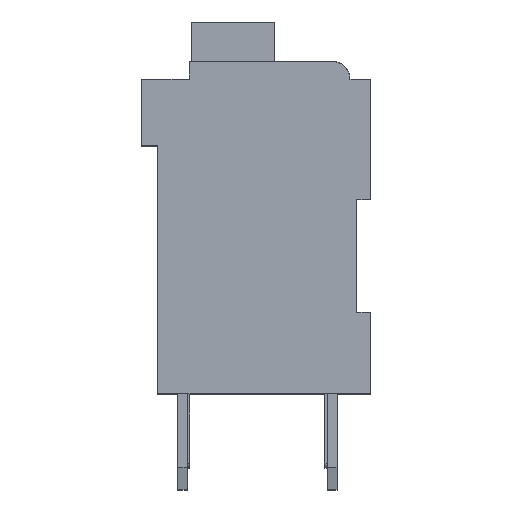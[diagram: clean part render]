
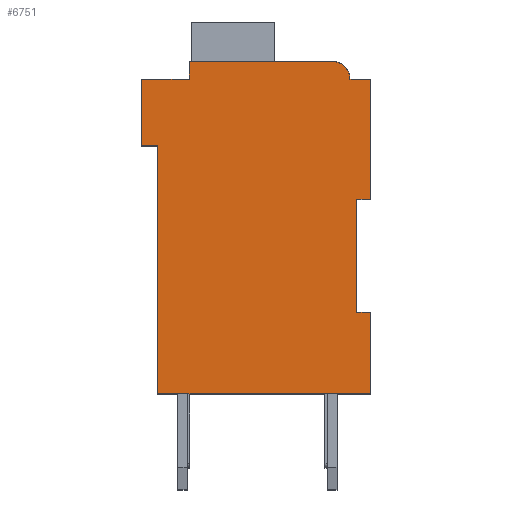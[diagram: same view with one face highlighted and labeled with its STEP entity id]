
A CAD part, top view. The second image highlights one B-rep face of the part: STEP entity #6751.
In plain terms, the highlighted planar face has unit normal (0, 0, 1).
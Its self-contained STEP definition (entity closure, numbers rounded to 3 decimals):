
#1780=DIRECTION('',(1.,0.,0.));
#1781=VECTOR('',#1780,0.5);
#1782=CARTESIAN_POINT('',(7.3,7.15,2.1));
#1783=LINE('',#1782,#1781);
#1784=DIRECTION('',(0.,1.,0.));
#1785=VECTOR('',#1784,4.15);
#1786=CARTESIAN_POINT('',(7.3,3.,2.1));
#1787=LINE('',#1786,#1785);
#1788=DIRECTION('',(-1.,0.,0.));
#1789=VECTOR('',#1788,0.5);
#1790=CARTESIAN_POINT('',(7.8,3.,2.1));
#1791=LINE('',#1790,#1789);
#1792=DIRECTION('',(0.,1.,0.));
#1793=VECTOR('',#1792,3.);
#1794=CARTESIAN_POINT('',(7.8,0.,2.1));
#1795=LINE('',#1794,#1793);
#1796=DIRECTION('',(1.,0.,0.));
#1797=VECTOR('',#1796,7.8);
#1798=CARTESIAN_POINT('',(0.,0.,2.1));
#1799=LINE('',#1798,#1797);
#1800=DIRECTION('',(0.,-1.,0.));
#1801=VECTOR('',#1800,9.1);
#1802=CARTESIAN_POINT('',(0.,9.1,2.1));
#1803=LINE('',#1802,#1801);
#1804=DIRECTION('',(1.,0.,0.));
#1805=VECTOR('',#1804,0.6);
#1806=CARTESIAN_POINT('',(-0.6,9.1,2.1));
#1807=LINE('',#1806,#1805);
#1808=DIRECTION('',(0.,-1.,0.));
#1809=VECTOR('',#1808,2.45);
#1810=CARTESIAN_POINT('',(-0.6,11.55,2.1));
#1811=LINE('',#1810,#1809);
#1812=DIRECTION('',(-1.,0.,0.));
#1813=VECTOR('',#1812,1.75);
#1814=CARTESIAN_POINT('',(1.15,11.55,2.1));
#1815=LINE('',#1814,#1813);
#1816=DIRECTION('',(0.,-1.,0.));
#1817=VECTOR('',#1816,0.65);
#1818=CARTESIAN_POINT('',(1.15,12.2,2.1));
#1819=LINE('',#1818,#1817);
#1820=DIRECTION('',(-1.,0.,0.));
#1821=VECTOR('',#1820,5.25);
#1822=CARTESIAN_POINT('',(6.4,12.2,2.1));
#1823=LINE('',#1822,#1821);
#1824=CARTESIAN_POINT('',(6.4,11.55,2.1));
#1825=DIRECTION('',(0.,0.,1.));
#1826=DIRECTION('',(1.,0.,0.));
#1827=AXIS2_PLACEMENT_3D('',#1824,#1825,#1826);
#1829=DIRECTION('',(-1.,0.,0.));
#1830=VECTOR('',#1829,0.75);
#1831=CARTESIAN_POINT('',(7.8,11.55,2.1));
#1832=LINE('',#1831,#1830);
#1833=DIRECTION('',(0.,1.,0.));
#1834=VECTOR('',#1833,4.4);
#1835=CARTESIAN_POINT('',(7.8,7.15,2.1));
#1836=LINE('',#1835,#1834);
#3541=CARTESIAN_POINT('',(7.3,7.15,2.1));
#3542=CARTESIAN_POINT('',(7.8,7.15,2.1));
#3543=VERTEX_POINT('',#3541);
#3544=VERTEX_POINT('',#3542);
#3545=CARTESIAN_POINT('',(7.8,11.55,2.1));
#3546=VERTEX_POINT('',#3545);
#3547=CARTESIAN_POINT('',(7.05,11.55,2.1));
#3548=VERTEX_POINT('',#3547);
#3549=CARTESIAN_POINT('',(6.4,12.2,2.1));
#3550=VERTEX_POINT('',#3549);
#3551=CARTESIAN_POINT('',(1.15,12.2,2.1));
#3552=VERTEX_POINT('',#3551);
#3553=CARTESIAN_POINT('',(1.15,11.55,2.1));
#3554=VERTEX_POINT('',#3553);
#3555=CARTESIAN_POINT('',(-0.6,11.55,2.1));
#3556=VERTEX_POINT('',#3555);
#3557=CARTESIAN_POINT('',(-0.6,9.1,2.1));
#3558=VERTEX_POINT('',#3557);
#3559=CARTESIAN_POINT('',(0.,9.1,2.1));
#3560=VERTEX_POINT('',#3559);
#3561=CARTESIAN_POINT('',(0.,0.,2.1));
#3562=VERTEX_POINT('',#3561);
#3563=CARTESIAN_POINT('',(7.8,0.,2.1));
#3564=VERTEX_POINT('',#3563);
#3565=CARTESIAN_POINT('',(7.8,3.,2.1));
#3566=VERTEX_POINT('',#3565);
#3567=CARTESIAN_POINT('',(7.3,3.,2.1));
#3568=VERTEX_POINT('',#3567);
#6730=CARTESIAN_POINT('',(0.,0.,2.1));
#6731=DIRECTION('',(0.,0.,1.));
#6732=DIRECTION('',(1.,0.,0.));
#6733=AXIS2_PLACEMENT_3D('',#6730,#6731,#6732);
#6734=PLANE('',#6733);
#6735=ORIENTED_EDGE('',*,*,#4662,.F.);
#6736=ORIENTED_EDGE('',*,*,#4912,.F.);
#6737=ORIENTED_EDGE('',*,*,#5068,.F.);
#6738=ORIENTED_EDGE('',*,*,#5153,.F.);
#6739=ORIENTED_EDGE('',*,*,#5262,.F.);
#6740=ORIENTED_EDGE('',*,*,#5404,.F.);
#6741=ORIENTED_EDGE('',*,*,#5470,.F.);
#6742=ORIENTED_EDGE('',*,*,#5591,.F.);
#6743=ORIENTED_EDGE('',*,*,#5759,.F.);
#6744=ORIENTED_EDGE('',*,*,#6020,.F.);
#6745=ORIENTED_EDGE('',*,*,#6214,.F.);
#6746=ORIENTED_EDGE('',*,*,#5810,.F.);
#6747=ORIENTED_EDGE('',*,*,#5931,.F.);
#6748=ORIENTED_EDGE('',*,*,#4807,.F.);
#6749=EDGE_LOOP('',(#6735,#6736,#6737,#6738,#6739,#6740,#6741,#6742,#6743,#6744,
#6745,#6746,#6747,#6748));
#6750=FACE_OUTER_BOUND('',#6749,.F.);
#1828=CIRCLE('',#1827,0.65);
#4662=EDGE_CURVE('',#3543,#3544,#1783,.T.);
#4807=EDGE_CURVE('',#3544,#3546,#1836,.T.);
#4912=EDGE_CURVE('',#3568,#3543,#1787,.T.);
#5068=EDGE_CURVE('',#3566,#3568,#1791,.T.);
#5153=EDGE_CURVE('',#3564,#3566,#1795,.T.);
#5262=EDGE_CURVE('',#3562,#3564,#1799,.T.);
#5404=EDGE_CURVE('',#3560,#3562,#1803,.T.);
#5470=EDGE_CURVE('',#3558,#3560,#1807,.T.);
#5591=EDGE_CURVE('',#3556,#3558,#1811,.T.);
#5759=EDGE_CURVE('',#3554,#3556,#1815,.T.);
#5810=EDGE_CURVE('',#3548,#3550,#1828,.T.);
#5931=EDGE_CURVE('',#3546,#3548,#1832,.T.);
#6020=EDGE_CURVE('',#3552,#3554,#1819,.T.);
#6214=EDGE_CURVE('',#3550,#3552,#1823,.T.);
#6751=ADVANCED_FACE('',(#6750),#6734,.T.);
